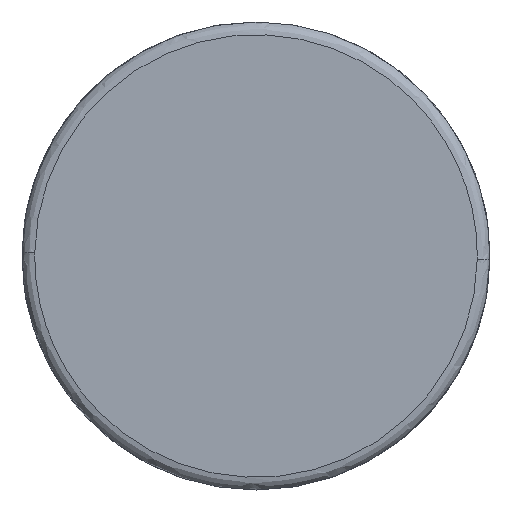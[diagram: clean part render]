
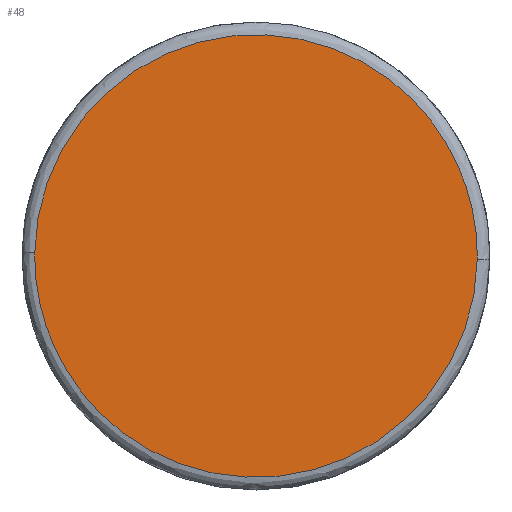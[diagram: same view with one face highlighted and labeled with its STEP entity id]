
A CAD part, front view. The second image highlights one B-rep face of the part: STEP entity #48.
In plain terms, the highlighted planar face has unit normal (0, -1, 0).
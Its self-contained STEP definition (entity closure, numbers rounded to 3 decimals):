
#25 = CARTESIAN_POINT ( 'NONE',  ( 8.7, 0., 17.115 ) ) ;
#48 = ADVANCED_FACE ( 'NONE', ( #459 ), #514, .F. ) ;
#81 = ORIENTED_EDGE ( 'NONE', *, *, #327, .F. ) ;
#91 = ORIENTED_EDGE ( 'NONE', *, *, #240, .F. ) ;
#103 = CARTESIAN_POINT ( 'NONE',  ( 8.699, 0., -0.145 ) ) ;
#120 = VERTEX_POINT ( 'NONE', #176 ) ;
#140 = VERTEX_POINT ( 'NONE', #270 ) ;
#151 = CARTESIAN_POINT ( 'NONE',  ( 8.7, 0., -0.048 ) ) ;
#165 =( BOUNDED_CURVE ( )  B_SPLINE_CURVE ( 3, ( #103, #306, #316, #260 ),
 .UNSPECIFIED., .F., .T. ) 
 B_SPLINE_CURVE_WITH_KNOTS ( ( 4, 4 ),
 ( 0.005, 1. ),
 .UNSPECIFIED. ) 
 CURVE ( )  GEOMETRIC_REPRESENTATION_ITEM ( )  RATIONAL_B_SPLINE_CURVE ( ( 1., 0.339, 0.339, 1. ) ) 
 REPRESENTATION_ITEM ( '' )  );
#175 = CARTESIAN_POINT ( 'NONE',  ( -8.7, 0., 0. ) ) ;
#176 = CARTESIAN_POINT ( 'NONE',  ( 8.699, 0., -0.145 ) ) ;
#217 = ORIENTED_EDGE ( 'NONE', *, *, #289, .F. ) ;
#240 = EDGE_CURVE ( 'NONE', #590, #120, #247, .T. ) ;
#247 =( BOUNDED_CURVE ( )  B_SPLINE_CURVE ( 3, ( #527, #151, #356, #257 ),
 .UNSPECIFIED., .F., .T. ) 
 B_SPLINE_CURVE_WITH_KNOTS ( ( 4, 4 ),
 ( 0., 0.005 ),
 .UNSPECIFIED. ) 
 CURVE ( )  GEOMETRIC_REPRESENTATION_ITEM ( )  RATIONAL_B_SPLINE_CURVE ( ( 1., 1., 1., 1. ) ) 
 REPRESENTATION_ITEM ( '' )  );
#257 = CARTESIAN_POINT ( 'NONE',  ( 8.699, 0., -0.145 ) ) ;
#260 = CARTESIAN_POINT ( 'NONE',  ( -8.7, 0., 0. ) ) ;
#268 = CARTESIAN_POINT ( 'NONE',  ( -8.7, 0., 0.048 ) ) ;
#270 = CARTESIAN_POINT ( 'NONE',  ( -8.699, 0., 0.145 ) ) ;
#283 =( BOUNDED_CURVE ( )  B_SPLINE_CURVE ( 3, ( #412, #490, #25, #387 ),
 .UNSPECIFIED., .F., .T. ) 
 B_SPLINE_CURVE_WITH_KNOTS ( ( 4, 4 ),
 ( 0.005, 1. ),
 .UNSPECIFIED. ) 
 CURVE ( )  GEOMETRIC_REPRESENTATION_ITEM ( )  RATIONAL_B_SPLINE_CURVE ( ( 1., 0.339, 0.339, 1. ) ) 
 REPRESENTATION_ITEM ( '' )  );
#289 = EDGE_CURVE ( 'NONE', #120, #499, #165, .T. ) ;
#295 = EDGE_CURVE ( 'NONE', #140, #590, #283, .T. ) ;
#306 = CARTESIAN_POINT ( 'NONE',  ( 8.414, 0., -17.257 ) ) ;
#316 = CARTESIAN_POINT ( 'NONE',  ( -8.7, 0., -17.115 ) ) ;
#327 = EDGE_CURVE ( 'NONE', #499, #140, #583, .T. ) ;
#335 = EDGE_LOOP ( 'NONE', ( #81, #217, #91, #599 ) ) ;
#356 = CARTESIAN_POINT ( 'NONE',  ( 8.7, 0., -0.096 ) ) ;
#387 = CARTESIAN_POINT ( 'NONE',  ( 8.7, 0., 0. ) ) ;
#406 = AXIS2_PLACEMENT_3D ( 'NONE', #635, #455, #407 ) ;
#407 = DIRECTION ( 'NONE',  ( 0., 0., 1. ) ) ;
#412 = CARTESIAN_POINT ( 'NONE',  ( -8.699, 0., 0.145 ) ) ;
#439 = CARTESIAN_POINT ( 'NONE',  ( -8.699, 0., 0.145 ) ) ;
#441 = CARTESIAN_POINT ( 'NONE',  ( -8.7, 0., 0.096 ) ) ;
#455 = DIRECTION ( 'NONE',  ( 0., 1., 0. ) ) ;
#459 = FACE_OUTER_BOUND ( 'NONE', #335, .T. ) ;
#468 = CARTESIAN_POINT ( 'NONE',  ( 8.7, 0., 0. ) ) ;
#490 = CARTESIAN_POINT ( 'NONE',  ( -8.414, 0., 17.257 ) ) ;
#499 = VERTEX_POINT ( 'NONE', #682 ) ;
#514 = PLANE ( 'NONE',  #406 ) ;
#527 = CARTESIAN_POINT ( 'NONE',  ( 8.7, 0., 0. ) ) ;
#583 =( BOUNDED_CURVE ( )  B_SPLINE_CURVE ( 3, ( #175, #268, #441, #439 ),
 .UNSPECIFIED., .F., .T. ) 
 B_SPLINE_CURVE_WITH_KNOTS ( ( 4, 4 ),
 ( 0., 0.005 ),
 .UNSPECIFIED. ) 
 CURVE ( )  GEOMETRIC_REPRESENTATION_ITEM ( )  RATIONAL_B_SPLINE_CURVE ( ( 1., 1., 1., 1. ) ) 
 REPRESENTATION_ITEM ( '' )  );
#590 = VERTEX_POINT ( 'NONE', #468 ) ;
#599 = ORIENTED_EDGE ( 'NONE', *, *, #295, .F. ) ;
#635 = CARTESIAN_POINT ( 'NONE',  ( 0., 0., 0. ) ) ;
#682 = CARTESIAN_POINT ( 'NONE',  ( -8.7, 0., 0. ) ) ;
